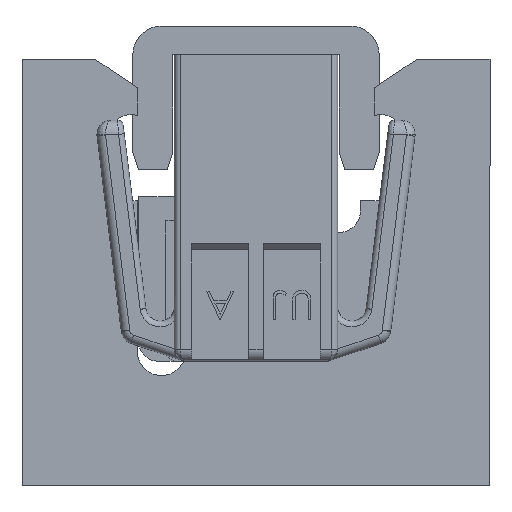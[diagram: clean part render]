
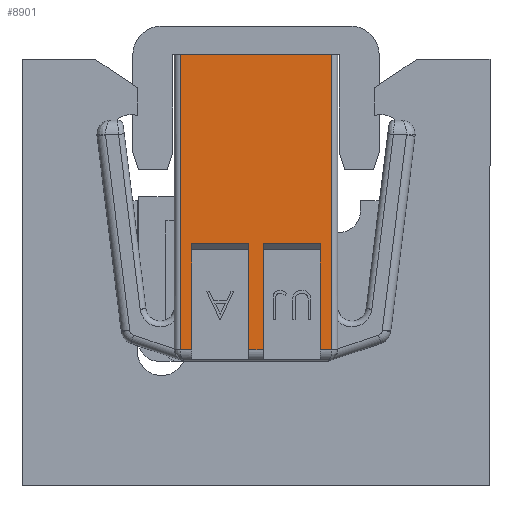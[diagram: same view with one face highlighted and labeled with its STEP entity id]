
A CAD part, front view. The second image highlights one B-rep face of the part: STEP entity #8901.
In plain terms, the highlighted planar face has unit normal (0, -1, 0).
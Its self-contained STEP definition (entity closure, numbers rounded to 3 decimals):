
#307 = VERTEX_POINT ( 'NONE', #2198 ) ;
#378 = VERTEX_POINT ( 'NONE', #892 ) ;
#438 = VECTOR ( 'NONE', #5417, 1000. ) ;
#481 = EDGE_CURVE ( 'NONE', #4780, #9701, #1558, .T. ) ;
#511 = LINE ( 'NONE', #8007, #6113 ) ;
#765 = VERTEX_POINT ( 'NONE', #10451 ) ;
#811 = DIRECTION ( 'NONE',  ( 0., -1., 0. ) ) ;
#855 = CARTESIAN_POINT ( 'NONE',  ( 2.25, -6.04, -6.6 ) ) ;
#892 = CARTESIAN_POINT ( 'NONE',  ( 4.75, -6.04, -10.3 ) ) ;
#992 = DIRECTION ( 'NONE',  ( 0., 0., -1. ) ) ;
#996 = VECTOR ( 'NONE', #7687, 1000. ) ;
#1027 = LINE ( 'NONE', #8756, #7301 ) ;
#1044 = EDGE_CURVE ( 'NONE', #765, #12766, #10445, .T. ) ;
#1230 = VECTOR ( 'NONE', #3217, 1000. ) ;
#1558 = LINE ( 'NONE', #6549, #1230 ) ;
#1561 = CARTESIAN_POINT ( 'NONE',  ( 0.25, -6.04, -6.6 ) ) ;
#1568 = ORIENTED_EDGE ( 'NONE', *, *, #4440, .T. ) ;
#1890 = VECTOR ( 'NONE', #10272, 1000. ) ;
#2039 = VERTEX_POINT ( 'NONE', #2242 ) ;
#2072 = LINE ( 'NONE', #855, #10501 ) ;
#2198 = CARTESIAN_POINT ( 'NONE',  ( 0.25, -6.04, -10.3 ) ) ;
#2242 = CARTESIAN_POINT ( 'NONE',  ( 5.15, -6.04, 0. ) ) ;
#2300 = VERTEX_POINT ( 'NONE', #9596 ) ;
#2337 = ORIENTED_EDGE ( 'NONE', *, *, #1044, .F. ) ;
#2362 = ORIENTED_EDGE ( 'NONE', *, *, #481, .F. ) ;
#2408 = CARTESIAN_POINT ( 'NONE',  ( -0.15, -6.04, -10.7 ) ) ;
#2429 = ORIENTED_EDGE ( 'NONE', *, *, #7786, .T. ) ;
#2574 = CARTESIAN_POINT ( 'NONE',  ( 2.75, -6.04, -6.6 ) ) ;
#2941 = EDGE_LOOP ( 'NONE', ( #5974, #1568, #9044, #2362, #10437, #2429, #6876, #2337, #6347, #4832, #9347, #7888 ) ) ;
#3164 = CARTESIAN_POINT ( 'NONE',  ( 2.5, -6.04, -10.3 ) ) ;
#3217 = DIRECTION ( 'NONE',  ( -1., 0., 0. ) ) ;
#3394 = EDGE_CURVE ( 'NONE', #12766, #9775, #4862, .T. ) ;
#4002 = CARTESIAN_POINT ( 'NONE',  ( -0.05, -6.04, -10.3 ) ) ;
#4132 = CARTESIAN_POINT ( 'NONE',  ( -0.15, -6.04, -10.3 ) ) ;
#4338 = EDGE_CURVE ( 'NONE', #9701, #307, #6948, .T. ) ;
#4440 = EDGE_CURVE ( 'NONE', #5083, #307, #14252, .T. ) ;
#4482 = CARTESIAN_POINT ( 'NONE',  ( 3.75, -6.04, -6.6 ) ) ;
#4602 = DIRECTION ( 'NONE',  ( 0., 0., -1. ) ) ;
#4780 = VERTEX_POINT ( 'NONE', #11437 ) ;
#4832 = ORIENTED_EDGE ( 'NONE', *, *, #11577, .T. ) ;
#4862 = LINE ( 'NONE', #2574, #1890 ) ;
#5083 = VERTEX_POINT ( 'NONE', #4132 ) ;
#5167 = EDGE_CURVE ( 'NONE', #2300, #5083, #10689, .T. ) ;
#5321 = VECTOR ( 'NONE', #5782, 1000. ) ;
#5417 = DIRECTION ( 'NONE',  ( 1., 0., 0. ) ) ;
#5433 = CARTESIAN_POINT ( 'NONE',  ( 2.25, -6.04, -10.3 ) ) ;
#5539 = FACE_OUTER_BOUND ( 'NONE', #2941, .T. ) ;
#5782 = DIRECTION ( 'NONE',  ( 0., 0., 1. ) ) ;
#5974 = ORIENTED_EDGE ( 'NONE', *, *, #5167, .T. ) ;
#6064 = DIRECTION ( 'NONE',  ( 0., 0., -1. ) ) ;
#6113 = VECTOR ( 'NONE', #9096, 1000. ) ;
#6347 = ORIENTED_EDGE ( 'NONE', *, *, #12338, .T. ) ;
#6415 = LINE ( 'NONE', #3164, #438 ) ;
#6549 = CARTESIAN_POINT ( 'NONE',  ( 1.25, -6.04, -6.6 ) ) ;
#6591 = CARTESIAN_POINT ( 'NONE',  ( 0., -6.04, 0. ) ) ;
#6876 = ORIENTED_EDGE ( 'NONE', *, *, #3394, .F. ) ;
#6948 = LINE ( 'NONE', #1561, #12383 ) ;
#7060 = CARTESIAN_POINT ( 'NONE',  ( 5.15, -6.04, -10.3 ) ) ;
#7133 = CARTESIAN_POINT ( 'NONE',  ( 0.25, -6.04, -6.6 ) ) ;
#7301 = VECTOR ( 'NONE', #992, 1000. ) ;
#7463 = VECTOR ( 'NONE', #4602, 1000. ) ;
#7687 = DIRECTION ( 'NONE',  ( 1., 0., 0. ) ) ;
#7786 = EDGE_CURVE ( 'NONE', #12779, #9775, #6415, .T. ) ;
#7888 = ORIENTED_EDGE ( 'NONE', *, *, #13303, .F. ) ;
#7913 = LINE ( 'NONE', #11226, #5321 ) ;
#8007 = CARTESIAN_POINT ( 'NONE',  ( 5.35, -6.04, -10.3 ) ) ;
#8225 = VERTEX_POINT ( 'NONE', #7060 ) ;
#8449 = VECTOR ( 'NONE', #11695, 1000. ) ;
#8583 = DIRECTION ( 'NONE',  ( 0., 0., -1. ) ) ;
#8681 = DIRECTION ( 'NONE',  ( 0., 0., -1. ) ) ;
#8700 = AXIS2_PLACEMENT_3D ( 'NONE', #14004, #811, #8583 ) ;
#8756 = CARTESIAN_POINT ( 'NONE',  ( 4.75, -6.04, -6.6 ) ) ;
#8901 = ADVANCED_FACE ( 'NONE', ( #5539 ), #11834, .T. ) ;
#9044 = ORIENTED_EDGE ( 'NONE', *, *, #4338, .F. ) ;
#9096 = DIRECTION ( 'NONE',  ( 1., 0., 0. ) ) ;
#9347 = ORIENTED_EDGE ( 'NONE', *, *, #10067, .T. ) ;
#9596 = CARTESIAN_POINT ( 'NONE',  ( -0.15, -6.04, 0. ) ) ;
#9701 = VERTEX_POINT ( 'NONE', #7133 ) ;
#9775 = VERTEX_POINT ( 'NONE', #13773 ) ;
#9785 = VECTOR ( 'NONE', #11056, 1000. ) ;
#9834 = LINE ( 'NONE', #6591, #996 ) ;
#10067 = EDGE_CURVE ( 'NONE', #8225, #2039, #7913, .T. ) ;
#10272 = DIRECTION ( 'NONE',  ( 0., 0., -1. ) ) ;
#10437 = ORIENTED_EDGE ( 'NONE', *, *, #13262, .T. ) ;
#10445 = LINE ( 'NONE', #4482, #9785 ) ;
#10451 = CARTESIAN_POINT ( 'NONE',  ( 4.75, -6.04, -6.6 ) ) ;
#10501 = VECTOR ( 'NONE', #8681, 1000. ) ;
#10689 = LINE ( 'NONE', #2408, #7463 ) ;
#11056 = DIRECTION ( 'NONE',  ( -1., 0., 0. ) ) ;
#11226 = CARTESIAN_POINT ( 'NONE',  ( 5.15, -6.04, -10.7 ) ) ;
#11437 = CARTESIAN_POINT ( 'NONE',  ( 2.25, -6.04, -6.6 ) ) ;
#11577 = EDGE_CURVE ( 'NONE', #378, #8225, #511, .T. ) ;
#11695 = DIRECTION ( 'NONE',  ( 1., 0., 0. ) ) ;
#11834 = PLANE ( 'NONE',  #8700 ) ;
#11947 = CARTESIAN_POINT ( 'NONE',  ( 2.75, -6.04, -6.6 ) ) ;
#12338 = EDGE_CURVE ( 'NONE', #765, #378, #1027, .T. ) ;
#12383 = VECTOR ( 'NONE', #6064, 1000. ) ;
#12766 = VERTEX_POINT ( 'NONE', #11947 ) ;
#12779 = VERTEX_POINT ( 'NONE', #5433 ) ;
#13262 = EDGE_CURVE ( 'NONE', #4780, #12779, #2072, .T. ) ;
#13303 = EDGE_CURVE ( 'NONE', #2300, #2039, #9834, .T. ) ;
#13773 = CARTESIAN_POINT ( 'NONE',  ( 2.75, -6.04, -10.3 ) ) ;
#14004 = CARTESIAN_POINT ( 'NONE',  ( 0., -6.04, -10.7 ) ) ;
#14252 = LINE ( 'NONE', #4002, #8449 ) ;
